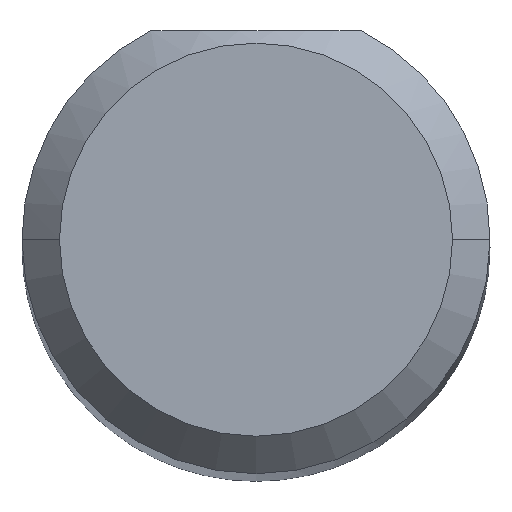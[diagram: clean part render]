
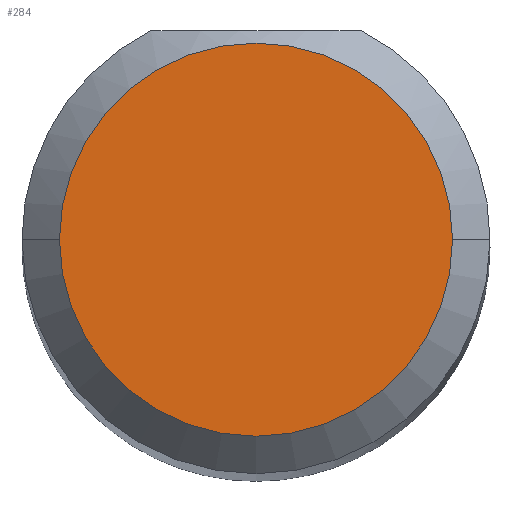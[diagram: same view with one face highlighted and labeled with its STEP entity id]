
A CAD part, top view. The second image highlights one B-rep face of the part: STEP entity #284.
In plain terms, the highlighted planar face has unit normal (0, 0, 1).
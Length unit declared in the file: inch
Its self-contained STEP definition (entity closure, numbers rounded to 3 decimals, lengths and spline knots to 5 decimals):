
#16 = CIRCLE ( 'NONE', #365, 0.07875 ) ;
#22 = VERTEX_POINT ( 'NONE', #206 ) ;
#25 = CIRCLE ( 'NONE', #461, 0.07875 ) ;
#26 = EDGE_LOOP ( 'NONE', ( #414, #236 ) ) ;
#54 = CARTESIAN_POINT ( 'NONE',  ( -0.07875, 0., 2. ) ) ;
#68 = DIRECTION ( 'NONE',  ( 1., 0., 0. ) ) ;
#76 = CARTESIAN_POINT ( 'NONE',  ( 0., 0., 2. ) ) ;
#116 = DIRECTION ( 'NONE',  ( 0., 0., 1. ) ) ;
#152 = CARTESIAN_POINT ( 'NONE',  ( 0., 0., 2. ) ) ;
#191 = FACE_OUTER_BOUND ( 'NONE', #26, .T. ) ;
#197 = VERTEX_POINT ( 'NONE', #54 ) ;
#206 = CARTESIAN_POINT ( 'NONE',  ( 0.07875, 0., 2. ) ) ;
#220 = EDGE_CURVE ( 'NONE', #22, #197, #25, .T. ) ;
#236 = ORIENTED_EDGE ( 'NONE', *, *, #220, .T. ) ;
#284 = ADVANCED_FACE ( 'NONE', ( #191 ), #353, .T. ) ;
#313 = DIRECTION ( 'NONE',  ( 1., 0., 0. ) ) ;
#343 = EDGE_CURVE ( 'NONE', #197, #22, #16, .T. ) ;
#353 = PLANE ( 'NONE',  #380 ) ;
#365 = AXIS2_PLACEMENT_3D ( 'NONE', #76, #393, #518 ) ;
#380 = AXIS2_PLACEMENT_3D ( 'NONE', #152, #116, #313 ) ;
#393 = DIRECTION ( 'NONE',  ( 0., 0., 1. ) ) ;
#414 = ORIENTED_EDGE ( 'NONE', *, *, #343, .T. ) ;
#461 = AXIS2_PLACEMENT_3D ( 'NONE', #486, #528, #68 ) ;
#486 = CARTESIAN_POINT ( 'NONE',  ( 0., 0., 2. ) ) ;
#518 = DIRECTION ( 'NONE',  ( 1., 0., 0. ) ) ;
#528 = DIRECTION ( 'NONE',  ( 0., 0., 1. ) ) ;
